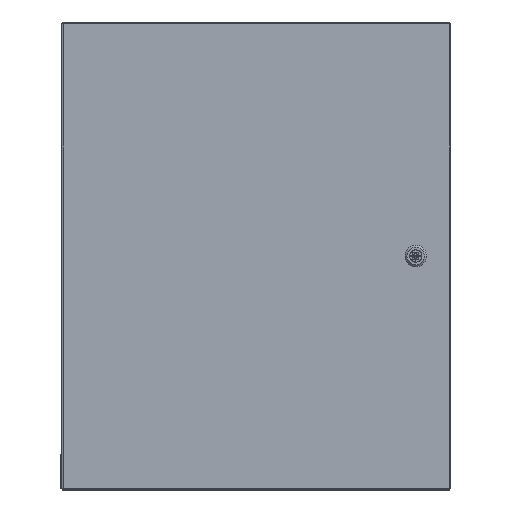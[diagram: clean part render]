
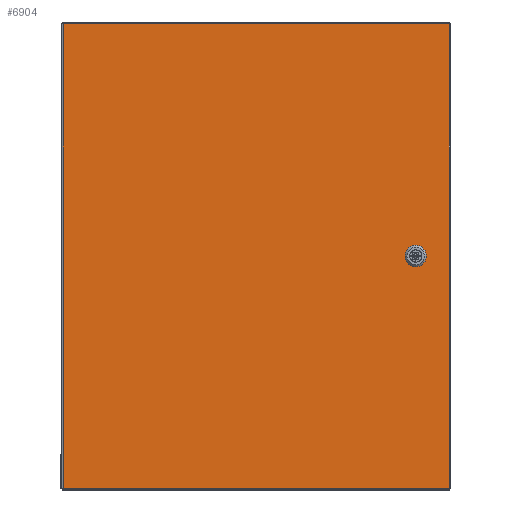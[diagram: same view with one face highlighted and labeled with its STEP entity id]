
A CAD part, front view. The second image highlights one B-rep face of the part: STEP entity #6904.
In plain terms, the highlighted planar face has unit normal (0, -1, 0).
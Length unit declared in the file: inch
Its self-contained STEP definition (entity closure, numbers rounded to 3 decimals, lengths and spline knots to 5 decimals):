
#191 = CARTESIAN_POINT ( 'NONE',  ( 9.902, -12.822, -11.899 ) ) ;
#205 = VECTOR ( 'NONE', #19069, 39.37008 ) ;
#281 = LINE ( 'NONE', #8080, #205 ) ;
#345 = CARTESIAN_POINT ( 'NONE',  ( 8.5875, -12.822, -0.2315 ) ) ;
#368 = VERTEX_POINT ( 'NONE', #9228 ) ;
#504 = EDGE_CURVE ( 'NONE', #19768, #17324, #17746, .T. ) ;
#689 = DIRECTION ( 'NONE',  ( 0., 0., 1. ) ) ;
#792 = CARTESIAN_POINT ( 'NONE',  ( 7.7965, -12.822, -11.899 ) ) ;
#823 = LINE ( 'NONE', #7087, #17221 ) ;
#1068 = VECTOR ( 'NONE', #11790, 39.37008 ) ;
#1403 = LINE ( 'NONE', #15276, #7887 ) ;
#1506 = CARTESIAN_POINT ( 'NONE',  ( -9.895, -12.822, -11.899 ) ) ;
#1542 = PLANE ( 'NONE',  #5164 ) ;
#1729 = LINE ( 'NONE', #191, #12876 ) ;
#2141 = CARTESIAN_POINT ( 'NONE',  ( -9.895, -12.822, -11.899 ) ) ;
#2440 = CARTESIAN_POINT ( 'NONE',  ( 7.7965, -12.822, 0.2305 ) ) ;
#2590 = ORIENTED_EDGE ( 'NONE', *, *, #3886, .T. ) ;
#2910 = VERTEX_POINT ( 'NONE', #7871 ) ;
#3362 = LINE ( 'NONE', #17235, #8479 ) ;
#3606 = VERTEX_POINT ( 'NONE', #10163 ) ;
#3700 = ORIENTED_EDGE ( 'NONE', *, *, #8602, .T. ) ;
#3886 = EDGE_CURVE ( 'NONE', #19381, #368, #1729, .T. ) ;
#4172 = VECTOR ( 'NONE', #7938, 39.37008 ) ;
#4451 = ORIENTED_EDGE ( 'NONE', *, *, #20038, .T. ) ;
#4478 = ORIENTED_EDGE ( 'NONE', *, *, #19970, .T. ) ;
#4538 = ORIENTED_EDGE ( 'NONE', *, *, #17309, .T. ) ;
#4719 = FACE_BOUND ( 'NONE', #11108, .T. ) ;
#4758 = CARTESIAN_POINT ( 'NONE',  ( 9.902, -12.822, -11.899 ) ) ;
#5164 = AXIS2_PLACEMENT_3D ( 'NONE', #15797, #10990, #17259 ) ;
#5247 = VECTOR ( 'NONE', #689, 39.37008 ) ;
#5517 = DIRECTION ( 'NONE',  ( 0.707, 0., 0.707 ) ) ;
#5834 = VERTEX_POINT ( 'NONE', #14266 ) ;
#5933 = DIRECTION ( 'NONE',  ( 0.707, 0., -0.707 ) ) ;
#6097 = VECTOR ( 'NONE', #8591, 39.37008 ) ;
#6520 = EDGE_CURVE ( 'NONE', #2910, #9205, #9890, .T. ) ;
#6574 = EDGE_LOOP ( 'NONE', ( #2590, #4538, #19406, #4478 ) ) ;
#6640 = CARTESIAN_POINT ( 'NONE',  ( 7.7965, -12.822, -0.2315 ) ) ;
#6904 = ADVANCED_FACE ( 'NONE', ( #18781, #4719 ), #1542, .T. ) ;
#7087 = CARTESIAN_POINT ( 'NONE',  ( -9.895, -12.822, 11.898 ) ) ;
#7207 = VERTEX_POINT ( 'NONE', #13737 ) ;
#7221 = CARTESIAN_POINT ( 'NONE',  ( -9.895, -12.822, 11.898 ) ) ;
#7238 = DIRECTION ( 'NONE',  ( 0., 0., -1. ) ) ;
#7871 = CARTESIAN_POINT ( 'NONE',  ( 8.5875, -12.822, -0.2315 ) ) ;
#7887 = VECTOR ( 'NONE', #5933, 39.37008 ) ;
#7915 = CARTESIAN_POINT ( 'NONE',  ( 8.423, -12.822, -0.396 ) ) ;
#7938 = DIRECTION ( 'NONE',  ( -0.707, 0., -0.707 ) ) ;
#8080 = CARTESIAN_POINT ( 'NONE',  ( 7.961, -12.822, -0.396 ) ) ;
#8479 = VECTOR ( 'NONE', #9417, 39.37008 ) ;
#8591 = DIRECTION ( 'NONE',  ( 1., 0., 0. ) ) ;
#8602 = EDGE_CURVE ( 'NONE', #9205, #5834, #3362, .T. ) ;
#8779 = EDGE_CURVE ( 'NONE', #3606, #2910, #16194, .T. ) ;
#9205 = VERTEX_POINT ( 'NONE', #7915 ) ;
#9228 = CARTESIAN_POINT ( 'NONE',  ( 9.902, -12.822, 11.898 ) ) ;
#9417 = DIRECTION ( 'NONE',  ( -1., 0., 0. ) ) ;
#9890 = LINE ( 'NONE', #345, #4172 ) ;
#10093 = ORIENTED_EDGE ( 'NONE', *, *, #19857, .T. ) ;
#10163 = CARTESIAN_POINT ( 'NONE',  ( 8.5875, -12.822, 0.2305 ) ) ;
#10610 = VERTEX_POINT ( 'NONE', #2141 ) ;
#10990 = DIRECTION ( 'NONE',  ( 0., -1., 0. ) ) ;
#11108 = EDGE_LOOP ( 'NONE', ( #10093, #16636, #11523, #4451, #17302, #17672, #3700, #11863 ) ) ;
#11379 = CARTESIAN_POINT ( 'NONE',  ( -9.895, -12.822, 0.395 ) ) ;
#11523 = ORIENTED_EDGE ( 'NONE', *, *, #504, .T. ) ;
#11790 = DIRECTION ( 'NONE',  ( 0., 0., -1. ) ) ;
#11863 = ORIENTED_EDGE ( 'NONE', *, *, #18999, .T. ) ;
#12595 = DIRECTION ( 'NONE',  ( 1., 0., 0. ) ) ;
#12825 = DIRECTION ( 'NONE',  ( 0., 0., 1. ) ) ;
#12876 = VECTOR ( 'NONE', #12825, 39.37008 ) ;
#13050 = EDGE_CURVE ( 'NONE', #19346, #10610, #14863, .T. ) ;
#13093 = VECTOR ( 'NONE', #7238, 39.37008 ) ;
#13355 = DIRECTION ( 'NONE',  ( -1., 0., 0. ) ) ;
#13737 = CARTESIAN_POINT ( 'NONE',  ( 7.7965, -12.822, 0.2305 ) ) ;
#13745 = CARTESIAN_POINT ( 'NONE',  ( 7.961, -12.822, 0.395 ) ) ;
#14266 = CARTESIAN_POINT ( 'NONE',  ( 7.961, -12.822, -0.396 ) ) ;
#14863 = LINE ( 'NONE', #19383, #1068 ) ;
#15276 = CARTESIAN_POINT ( 'NONE',  ( 8.423, -12.822, 0.395 ) ) ;
#15581 = VECTOR ( 'NONE', #5517, 39.37008 ) ;
#15797 = CARTESIAN_POINT ( 'NONE',  ( -9.895, -12.822, -11.899 ) ) ;
#16194 = LINE ( 'NONE', #18431, #13093 ) ;
#16408 = LINE ( 'NONE', #792, #5247 ) ;
#16636 = ORIENTED_EDGE ( 'NONE', *, *, #17975, .T. ) ;
#17221 = VECTOR ( 'NONE', #13355, 39.37008 ) ;
#17235 = CARTESIAN_POINT ( 'NONE',  ( -9.895, -12.822, -0.396 ) ) ;
#17259 = DIRECTION ( 'NONE',  ( 0., 0., -1. ) ) ;
#17302 = ORIENTED_EDGE ( 'NONE', *, *, #8779, .T. ) ;
#17309 = EDGE_CURVE ( 'NONE', #368, #19346, #823, .T. ) ;
#17324 = VERTEX_POINT ( 'NONE', #19624 ) ;
#17672 = ORIENTED_EDGE ( 'NONE', *, *, #6520, .T. ) ;
#17719 = VECTOR ( 'NONE', #12595, 39.37008 ) ;
#17746 = LINE ( 'NONE', #11379, #6097 ) ;
#17836 = LINE ( 'NONE', #2440, #15581 ) ;
#17975 = EDGE_CURVE ( 'NONE', #7207, #19768, #17836, .T. ) ;
#18431 = CARTESIAN_POINT ( 'NONE',  ( 8.5875, -12.822, -11.899 ) ) ;
#18781 = FACE_OUTER_BOUND ( 'NONE', #6574, .T. ) ;
#18959 = VERTEX_POINT ( 'NONE', #6640 ) ;
#18999 = EDGE_CURVE ( 'NONE', #5834, #18959, #281, .T. ) ;
#19069 = DIRECTION ( 'NONE',  ( -0.707, 0., 0.707 ) ) ;
#19346 = VERTEX_POINT ( 'NONE', #7221 ) ;
#19381 = VERTEX_POINT ( 'NONE', #4758 ) ;
#19383 = CARTESIAN_POINT ( 'NONE',  ( -9.895, -12.822, -11.899 ) ) ;
#19406 = ORIENTED_EDGE ( 'NONE', *, *, #13050, .T. ) ;
#19624 = CARTESIAN_POINT ( 'NONE',  ( 8.423, -12.822, 0.395 ) ) ;
#19768 = VERTEX_POINT ( 'NONE', #13745 ) ;
#19857 = EDGE_CURVE ( 'NONE', #18959, #7207, #16408, .T. ) ;
#19970 = EDGE_CURVE ( 'NONE', #10610, #19381, #20093, .T. ) ;
#20038 = EDGE_CURVE ( 'NONE', #17324, #3606, #1403, .T. ) ;
#20093 = LINE ( 'NONE', #1506, #17719 ) ;
